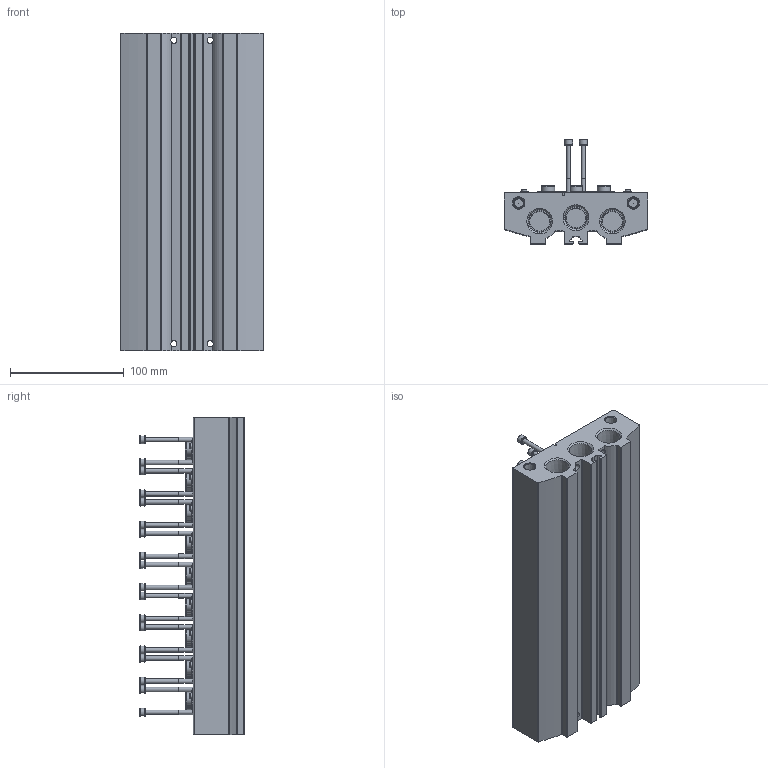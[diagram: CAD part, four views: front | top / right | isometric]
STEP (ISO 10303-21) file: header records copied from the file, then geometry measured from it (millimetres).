
FILE_DESCRIPTION(/* description */ ('STEP AP214'),/* implementation_level */ '2;1');
FILE_NAME(/* name */ '8026259_VABM-B10-25E-N12-9',/* time_stamp */ '2024-09-15T22:15:20+02:00',/* author */ ('License CC BY-ND 4.0'),/* organization */ ('CADENAS'),/* preprocessor_version */ 'ST-DEVELOPER v19.3',/* originating_system */ 'PARTsolutions',/* authorisation */ ' ');
FILE_SCHEMA (('AUTOMOTIVE_DESIGN {1 0 10303 214 3 1 1}'));
Length unit declared in the file: millimetre
Products named in the file (7): 8026259 VABM-B10-25E-N12-9; 8026259 VABM-B10-25E-N12-9---(M); 1657071 VUVS-G14-3---(S); 2833735 F-M4x50-10.9; 1743809 VUVS-M5---(S); 31785 B-1/2-NPT---(Plug); 173985 B-1/8-NPT---(Plug)
Assembly tree (51 placements, depth 2):
  8026259 VABM-B10-25E-N12-9
    8026259 VABM-B10-25E-N12-9---(M)
    1657071 VUVS-G14-3---(S)  x9
    2833735 F-M4x50-10.9  x18
    1743809 VUVS-M5---(S)  x18
    31785 B-1/2-NPT---(Plug)  x3
    173985 B-1/8-NPT---(Plug)  x2
Bounding box: 126 x 91.8 x 279.5 mm (x, y, z)
Volume: 1132126.4 mm3; surface area: 249588.7 mm2
Topology: 51 solids, 51 shells, 1946 faces, 4516 edges, 2853 vertices
Faces by surface type: plane 874, cylinder 562, cone 402, torus 108
Full cylindrical faces by diameter (mm): 2.9 x18, 3.242 x19, 3.5 x1, 3.9 x18, 4 x18, 4.134 x2, 4.2 x18, 4.366 x2, 4.6 x18, 5.5 x4, 6.1 x18, 7 x45, 8.2 x2, 8.6 x27, 9 x18, 9.525 x3, 11.6 x27, 14.6 x27, 17.6 x3
Entity records: 15006 total; most frequent: CARTESIAN_POINT 3107, DIRECTION 2468, ORIENTED_EDGE 2024, EDGE_CURVE 1012, AXIS2_PLACEMENT_3D 980, FACE_BOUND 875, EDGE_LOOP 851, VERTEX_POINT 775
